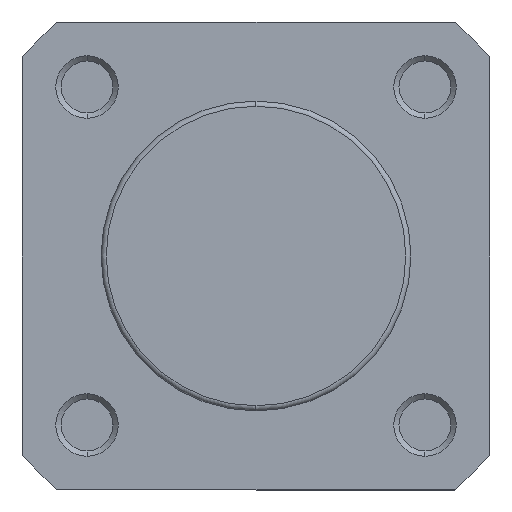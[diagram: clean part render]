
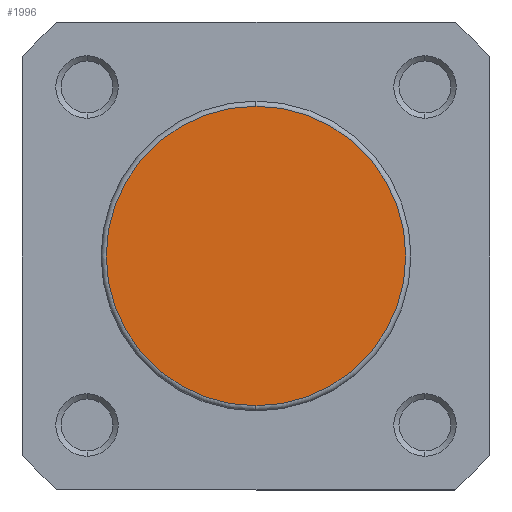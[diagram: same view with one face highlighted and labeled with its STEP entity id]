
A CAD part, left-side view. The second image highlights one B-rep face of the part: STEP entity #1996.
In plain terms, the highlighted planar face has unit normal (-1, 0, 0).
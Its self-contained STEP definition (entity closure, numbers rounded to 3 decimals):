
#27 = EDGE_CURVE ( 'NONE', #1573, #1584, #1262, .T. ) ;
#52 = EDGE_CURVE ( 'NONE', #1584, #1573, #1469, .T. ) ;
#377 = ORIENTED_EDGE ( 'NONE', *, *, #52, .T. ) ;
#378 = ORIENTED_EDGE ( 'NONE', *, *, #27, .T. ) ;
#1043 = EDGE_LOOP ( 'NONE', ( #377, #378 ) ) ;
#1262 = CIRCLE ( 'NONE', #4976, 14.4 ) ;
#1469 = CIRCLE ( 'NONE', #4992, 14.4 ) ;
#1573 = VERTEX_POINT ( 'NONE', #2242 ) ;
#1584 = VERTEX_POINT ( 'NONE', #2251 ) ;
#1996 = ADVANCED_FACE ( 'NONE', ( #4409 ), #2990, .T. ) ;
#2242 = CARTESIAN_POINT ( 'NONE',  ( 0., 0., -14.4 ) ) ;
#2251 = CARTESIAN_POINT ( 'NONE',  ( 0., 0., 14.4 ) ) ;
#2989 = CARTESIAN_POINT ( 'NONE',  ( 0., -14.9, 0. ) ) ;
#2990 = PLANE ( 'NONE',  #3807 ) ;
#2991 = DIRECTION ( 'NONE',  ( -1., 0., 0. ) ) ;
#2992 = DIRECTION ( 'NONE',  ( 0., 0., 1. ) ) ;
#3807 = AXIS2_PLACEMENT_3D ( 'NONE', #2989, #2991, #2992 ) ;
#4409 = FACE_OUTER_BOUND ( 'NONE', #1043, .T. ) ;
#4976 = AXIS2_PLACEMENT_3D ( 'NONE', #5565, #5566, #5544 ) ;
#4992 = AXIS2_PLACEMENT_3D ( 'NONE', #5495, #5447, #5494 ) ;
#5447 = DIRECTION ( 'NONE',  ( -1., 0., 0. ) ) ;
#5494 = DIRECTION ( 'NONE',  ( 0., 0., 1. ) ) ;
#5495 = CARTESIAN_POINT ( 'NONE',  ( 0., 0., 0. ) ) ;
#5544 = DIRECTION ( 'NONE',  ( 0., 0., 1. ) ) ;
#5565 = CARTESIAN_POINT ( 'NONE',  ( 0., 0., 0. ) ) ;
#5566 = DIRECTION ( 'NONE',  ( -1., 0., 0. ) ) ;
